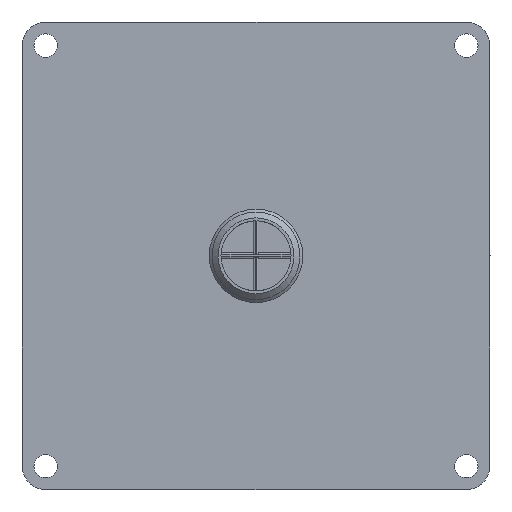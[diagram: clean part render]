
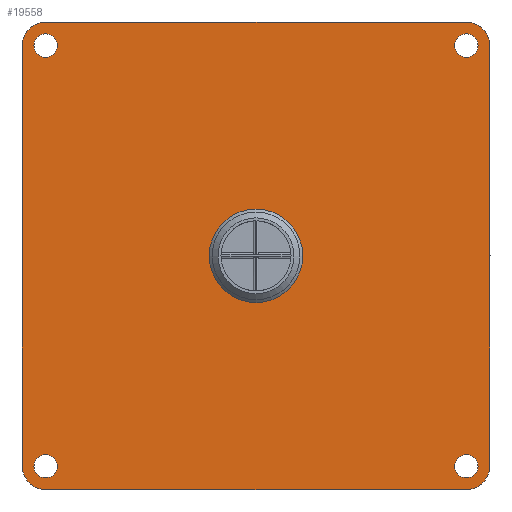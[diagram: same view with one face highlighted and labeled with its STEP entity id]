
A CAD part, front view. The second image highlights one B-rep face of the part: STEP entity #19558.
In plain terms, the highlighted planar face has unit normal (0, -1, 0).
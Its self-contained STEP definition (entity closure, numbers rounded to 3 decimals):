
#119=FACE_BOUND('',#2772,.T.);
#120=FACE_BOUND('',#2773,.T.);
#121=FACE_BOUND('',#2774,.T.);
#122=FACE_BOUND('',#2775,.T.);
#123=FACE_BOUND('',#2776,.T.);
#209=PLANE('',#20944);
#766=CIRCLE('',#20945,4.);
#767=CIRCLE('',#20946,4.);
#768=CIRCLE('',#20947,4.);
#769=CIRCLE('',#20948,4.);
#770=CIRCLE('',#20949,7.5);
#771=CIRCLE('',#20950,2.);
#772=CIRCLE('',#20951,2.);
#773=CIRCLE('',#20952,2.);
#774=CIRCLE('',#20953,2.);
#1539=FACE_OUTER_BOUND('',#2771,.T.);
#2771=EDGE_LOOP('',(#13408,#13409,#13410,#13411,#13412,#13413,#13414,#13415));
#2772=EDGE_LOOP('',(#13416));
#2773=EDGE_LOOP('',(#13417));
#2774=EDGE_LOOP('',(#13418));
#2775=EDGE_LOOP('',(#13419));
#2776=EDGE_LOOP('',(#13420));
#5007=LINE('',#28100,#6525);
#5008=LINE('',#28104,#6526);
#5009=LINE('',#28108,#6527);
#5010=LINE('',#28111,#6528);
#6525=VECTOR('',#22681,10.);
#6526=VECTOR('',#22684,10.);
#6527=VECTOR('',#22687,10.);
#6528=VECTOR('',#22690,10.);
#8157=VERTEX_POINT('',#28096);
#8158=VERTEX_POINT('',#28097);
#8159=VERTEX_POINT('',#28099);
#8160=VERTEX_POINT('',#28101);
#8161=VERTEX_POINT('',#28103);
#8162=VERTEX_POINT('',#28105);
#8163=VERTEX_POINT('',#28107);
#8164=VERTEX_POINT('',#28109);
#8165=VERTEX_POINT('',#28112);
#8166=VERTEX_POINT('',#28114);
#8167=VERTEX_POINT('',#28116);
#8168=VERTEX_POINT('',#28118);
#8169=VERTEX_POINT('',#28120);
#10152=EDGE_CURVE('',#8157,#8158,#766,.T.);
#10153=EDGE_CURVE('',#8157,#8159,#5007,.T.);
#10154=EDGE_CURVE('',#8160,#8159,#767,.T.);
#10155=EDGE_CURVE('',#8160,#8161,#5008,.T.);
#10156=EDGE_CURVE('',#8162,#8161,#768,.T.);
#10157=EDGE_CURVE('',#8162,#8163,#5009,.T.);
#10158=EDGE_CURVE('',#8164,#8163,#769,.T.);
#10159=EDGE_CURVE('',#8164,#8158,#5010,.T.);
#10160=EDGE_CURVE('',#8165,#8165,#770,.T.);
#10161=EDGE_CURVE('',#8166,#8166,#771,.T.);
#10162=EDGE_CURVE('',#8167,#8167,#772,.T.);
#10163=EDGE_CURVE('',#8168,#8168,#773,.T.);
#10164=EDGE_CURVE('',#8169,#8169,#774,.T.);
#13408=ORIENTED_EDGE('',*,*,#10152,.F.);
#13409=ORIENTED_EDGE('',*,*,#10153,.T.);
#13410=ORIENTED_EDGE('',*,*,#10154,.F.);
#13411=ORIENTED_EDGE('',*,*,#10155,.T.);
#13412=ORIENTED_EDGE('',*,*,#10156,.F.);
#13413=ORIENTED_EDGE('',*,*,#10157,.T.);
#13414=ORIENTED_EDGE('',*,*,#10158,.F.);
#13415=ORIENTED_EDGE('',*,*,#10159,.T.);
#13416=ORIENTED_EDGE('',*,*,#10160,.T.);
#13417=ORIENTED_EDGE('',*,*,#10161,.F.);
#13418=ORIENTED_EDGE('',*,*,#10162,.F.);
#13419=ORIENTED_EDGE('',*,*,#10163,.F.);
#13420=ORIENTED_EDGE('',*,*,#10164,.F.);
#19558=ADVANCED_FACE('',(#1539,#119,#120,#121,#122,#123),#209,.F.);
#20944=AXIS2_PLACEMENT_3D('',#28095,#22677,#22678);
#20945=AXIS2_PLACEMENT_3D('',#28098,#22679,#22680);
#20946=AXIS2_PLACEMENT_3D('',#28102,#22682,#22683);
#20947=AXIS2_PLACEMENT_3D('',#28106,#22685,#22686);
#20948=AXIS2_PLACEMENT_3D('',#28110,#22688,#22689);
#20949=AXIS2_PLACEMENT_3D('',#28113,#22691,#22692);
#20950=AXIS2_PLACEMENT_3D('',#28115,#22693,#22694);
#20951=AXIS2_PLACEMENT_3D('',#28117,#22695,#22696);
#20952=AXIS2_PLACEMENT_3D('',#28119,#22697,#22698);
#20953=AXIS2_PLACEMENT_3D('',#28121,#22699,#22700);
#22677=DIRECTION('center_axis',(0.,1.,0.));
#22678=DIRECTION('ref_axis',(1.,0.,0.));
#22679=DIRECTION('center_axis',(0.,1.,0.));
#22680=DIRECTION('ref_axis',(-0.707,0.,-0.707));
#22681=DIRECTION('',(1.,0.,0.));
#22682=DIRECTION('center_axis',(0.,1.,0.));
#22683=DIRECTION('ref_axis',(0.707,0.,-0.707));
#22684=DIRECTION('',(0.,0.,1.));
#22685=DIRECTION('center_axis',(0.,1.,0.));
#22686=DIRECTION('ref_axis',(0.707,0.,0.707));
#22687=DIRECTION('',(-1.,0.,0.));
#22688=DIRECTION('center_axis',(0.,1.,0.));
#22689=DIRECTION('ref_axis',(-0.707,0.,0.707));
#22690=DIRECTION('',(0.,0.,-1.));
#22691=DIRECTION('center_axis',(0.,1.,0.));
#22692=DIRECTION('ref_axis',(1.,0.,0.));
#22693=DIRECTION('center_axis',(0.,-1.,0.));
#22694=DIRECTION('ref_axis',(1.,0.,0.));
#22695=DIRECTION('center_axis',(0.,-1.,0.));
#22696=DIRECTION('ref_axis',(1.,0.,0.));
#22697=DIRECTION('center_axis',(0.,-1.,0.));
#22698=DIRECTION('ref_axis',(1.,0.,0.));
#22699=DIRECTION('center_axis',(0.,-1.,0.));
#22700=DIRECTION('ref_axis',(1.,0.,0.));
#28095=CARTESIAN_POINT('Origin',(0.,0.,0.));
#28096=CARTESIAN_POINT('',(-36.,0.,-40.));
#28097=CARTESIAN_POINT('',(-40.,0.,-36.));
#28098=CARTESIAN_POINT('Origin',(-36.,0.,-36.));
#28099=CARTESIAN_POINT('',(36.,0.,-40.));
#28100=CARTESIAN_POINT('',(-40.,0.,-40.));
#28101=CARTESIAN_POINT('',(40.,0.,-36.));
#28102=CARTESIAN_POINT('Origin',(36.,0.,-36.));
#28103=CARTESIAN_POINT('',(40.,0.,36.));
#28104=CARTESIAN_POINT('',(40.,0.,-40.));
#28105=CARTESIAN_POINT('',(36.,0.,40.));
#28106=CARTESIAN_POINT('Origin',(36.,0.,36.));
#28107=CARTESIAN_POINT('',(-36.,0.,40.));
#28108=CARTESIAN_POINT('',(40.,0.,40.));
#28109=CARTESIAN_POINT('',(-40.,0.,36.));
#28110=CARTESIAN_POINT('Origin',(-36.,0.,36.));
#28111=CARTESIAN_POINT('',(-40.,0.,40.));
#28112=CARTESIAN_POINT('',(-7.5,0.,0.));
#28113=CARTESIAN_POINT('Origin',(0.,0.,0.));
#28114=CARTESIAN_POINT('',(-38.,0.,36.));
#28115=CARTESIAN_POINT('Origin',(-36.,0.,36.));
#28116=CARTESIAN_POINT('',(34.,0.,-36.));
#28117=CARTESIAN_POINT('Origin',(36.,0.,-36.));
#28118=CARTESIAN_POINT('',(-38.,0.,-36.));
#28119=CARTESIAN_POINT('Origin',(-36.,0.,-36.));
#28120=CARTESIAN_POINT('',(34.,0.,36.));
#28121=CARTESIAN_POINT('Origin',(36.,0.,36.));
